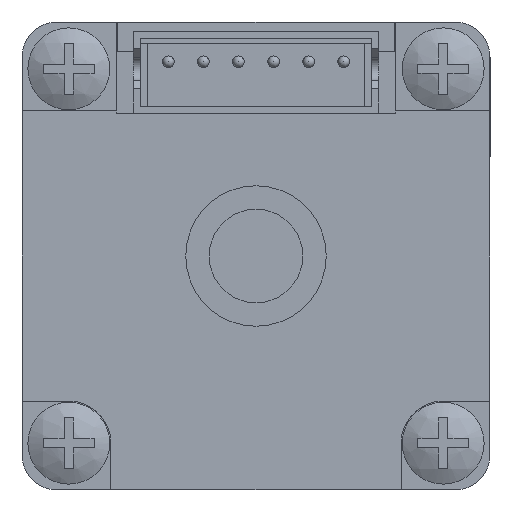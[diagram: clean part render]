
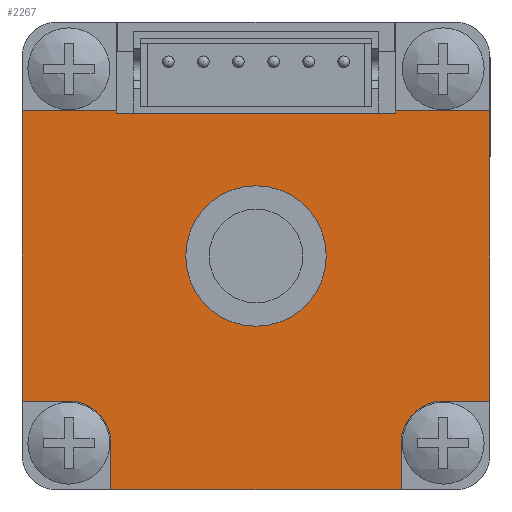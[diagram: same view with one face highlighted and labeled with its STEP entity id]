
A CAD part, front view. The second image highlights one B-rep face of the part: STEP entity #2267.
In plain terms, the highlighted planar face has unit normal (0, -1, 0).
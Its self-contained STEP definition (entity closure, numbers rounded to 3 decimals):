
#285 = CARTESIAN_POINT ( 'NONE',  ( 0., 0., 6.2 ) ) ;
#289 = CARTESIAN_POINT ( 'NONE',  ( 0., 0., 6.2 ) ) ;
#301 = DIRECTION ( 'NONE',  ( 1., 0., 0. ) ) ;
#303 = DIRECTION ( 'NONE',  ( 1., 0., 0. ) ) ;
#579 = LINE ( 'NONE', #285, #592 ) ;
#589 = LINE ( 'NONE', #289, #594 ) ;
#592 = VECTOR ( 'NONE', #301, 1000. ) ;
#594 = VECTOR ( 'NONE', #303, 1000. ) ;
#1475 = CARTESIAN_POINT ( 'NONE',  ( 5.95, 0., 13.06 ) ) ;
#1484 = DIRECTION ( 'NONE',  ( 0., 0., 1. ) ) ;
#1612 = CARTESIAN_POINT ( 'NONE',  ( -6.2, 0., -10. ) ) ;
#1614 = CARTESIAN_POINT ( 'NONE',  ( 10., 0., -6.2 ) ) ;
#1615 = CARTESIAN_POINT ( 'NONE',  ( 6.2, 0., -10. ) ) ;
#1617 = CARTESIAN_POINT ( 'NONE',  ( -6.2, 0., -8. ) ) ;
#1618 = CARTESIAN_POINT ( 'NONE',  ( -8., 0., -6.2 ) ) ;
#1619 = CARTESIAN_POINT ( 'NONE',  ( 10., 0., 6.2 ) ) ;
#1621 = CARTESIAN_POINT ( 'NONE',  ( 5.95, 0., 6.1 ) ) ;
#1622 = CARTESIAN_POINT ( 'NONE',  ( -5.95, 0., 6.1 ) ) ;
#1625 = CARTESIAN_POINT ( 'NONE',  ( 6.2, 0., -8. ) ) ;
#1627 = CARTESIAN_POINT ( 'NONE',  ( 5.95, 0., 6.2 ) ) ;
#1629 = CARTESIAN_POINT ( 'NONE',  ( 8., 0., -6.2 ) ) ;
#1644 = CARTESIAN_POINT ( 'NONE',  ( -10., 0., 6.2 ) ) ;
#1651 = CARTESIAN_POINT ( 'NONE',  ( -5.95, 0., 6.2 ) ) ;
#1657 = CARTESIAN_POINT ( 'NONE',  ( -10., 0., -6.2 ) ) ;
#1822 = CARTESIAN_POINT ( 'NONE',  ( 0., 0., 3. ) ) ;
#1902 = LINE ( 'NONE', #1475, #1903 ) ;
#1903 = VECTOR ( 'NONE', #1484, 1000. ) ;
#1907 = VERTEX_POINT ( 'NONE', #1822 ) ;
#2099 = EDGE_LOOP ( 'NONE', ( #4566, #4567, #4568, #4569, #4570, #4571, #4572, #4573, #4574, #4575, #4576, #4577, #4578, #4579 ) ) ;
#2104 = EDGE_LOOP ( 'NONE', ( #4565 ) ) ;
#2267 = ADVANCED_FACE ( 'NONE', ( #5510, #5515 ), #2898, .F. ) ;
#2506 = EDGE_CURVE ( 'NONE', #4477, #4516, #7491, .T. ) ;
#2507 = EDGE_CURVE ( 'NONE', #4481, #4480, #7489, .T. ) ;
#2508 = EDGE_CURVE ( 'NONE', #4510, #4481, #7495, .T. ) ;
#2512 = EDGE_CURVE ( 'NONE', #1907, #1907, #7504, .T. ) ;
#2514 = EDGE_CURVE ( 'NONE', #4476, #4477, #7509, .T. ) ;
#2515 = EDGE_CURVE ( 'NONE', #4473, #4488, #7498, .T. ) ;
#2516 = EDGE_CURVE ( 'NONE', #4471, #4476, #7506, .T. ) ;
#2517 = EDGE_CURVE ( 'NONE', #4484, #4474, #7511, .T. ) ;
#2519 = EDGE_CURVE ( 'NONE', #4488, #4484, #7515, .T. ) ;
#2522 = EDGE_CURVE ( 'NONE', #4473, #4478, #7517, .T. ) ;
#2526 = EDGE_CURVE ( 'NONE', #4516, #4503, #7528, .T. ) ;
#2528 = EDGE_CURVE ( 'NONE', #4471, #4474, #7526, .T. ) ;
#2893 = CARTESIAN_POINT ( 'NONE',  ( 0., 0., 0. ) ) ;
#2897 = DIRECTION ( 'NONE',  ( 0., 1., 0. ) ) ;
#2898 = PLANE ( 'NONE',  #4196 ) ;
#2900 = DIRECTION ( 'NONE',  ( 0., 0., 1. ) ) ;
#3864 = EDGE_CURVE ( 'NONE', #4503, #4510, #579, .T. ) ;
#3865 = EDGE_CURVE ( 'NONE', #4486, #4478, #589, .T. ) ;
#4144 = EDGE_CURVE ( 'NONE', #4480, #4486, #1902, .T. ) ;
#4196 = AXIS2_PLACEMENT_3D ( 'NONE', #2893, #2897, #2900 ) ;
#4471 = VERTEX_POINT ( 'NONE', #1612 ) ;
#4473 = VERTEX_POINT ( 'NONE', #1614 ) ;
#4474 = VERTEX_POINT ( 'NONE', #1615 ) ;
#4476 = VERTEX_POINT ( 'NONE', #1617 ) ;
#4477 = VERTEX_POINT ( 'NONE', #1618 ) ;
#4478 = VERTEX_POINT ( 'NONE', #1619 ) ;
#4480 = VERTEX_POINT ( 'NONE', #1621 ) ;
#4481 = VERTEX_POINT ( 'NONE', #1622 ) ;
#4484 = VERTEX_POINT ( 'NONE', #1625 ) ;
#4486 = VERTEX_POINT ( 'NONE', #1627 ) ;
#4488 = VERTEX_POINT ( 'NONE', #1629 ) ;
#4503 = VERTEX_POINT ( 'NONE', #1644 ) ;
#4510 = VERTEX_POINT ( 'NONE', #1651 ) ;
#4516 = VERTEX_POINT ( 'NONE', #1657 ) ;
#4565 = ORIENTED_EDGE ( 'NONE', *, *, #2512, .T. ) ;
#4566 = ORIENTED_EDGE ( 'NONE', *, *, #2507, .F. ) ;
#4567 = ORIENTED_EDGE ( 'NONE', *, *, #2508, .F. ) ;
#4568 = ORIENTED_EDGE ( 'NONE', *, *, #3864, .F. ) ;
#4569 = ORIENTED_EDGE ( 'NONE', *, *, #2526, .F. ) ;
#4570 = ORIENTED_EDGE ( 'NONE', *, *, #2506, .F. ) ;
#4571 = ORIENTED_EDGE ( 'NONE', *, *, #2514, .F. ) ;
#4572 = ORIENTED_EDGE ( 'NONE', *, *, #2516, .F. ) ;
#4573 = ORIENTED_EDGE ( 'NONE', *, *, #2528, .T. ) ;
#4574 = ORIENTED_EDGE ( 'NONE', *, *, #2517, .F. ) ;
#4575 = ORIENTED_EDGE ( 'NONE', *, *, #2519, .F. ) ;
#4576 = ORIENTED_EDGE ( 'NONE', *, *, #2515, .F. ) ;
#4577 = ORIENTED_EDGE ( 'NONE', *, *, #2522, .T. ) ;
#4578 = ORIENTED_EDGE ( 'NONE', *, *, #3865, .F. ) ;
#4579 = ORIENTED_EDGE ( 'NONE', *, *, #4144, .F. ) ;
#5510 = FACE_BOUND ( 'NONE', #2104, .T. ) ;
#5515 = FACE_OUTER_BOUND ( 'NONE', #2099, .T. ) ;
#6058 = AXIS2_PLACEMENT_3D ( 'NONE', #7299, #7300, #7301 ) ;
#6060 = AXIS2_PLACEMENT_3D ( 'NONE', #7307, #7308, #7309 ) ;
#6061 = AXIS2_PLACEMENT_3D ( 'NONE', #7318, #7319, #7320 ) ;
#7278 = CARTESIAN_POINT ( 'NONE',  ( 0., 0., -6.2 ) ) ;
#7279 = CARTESIAN_POINT ( 'NONE',  ( -5.95, 0., 13.06 ) ) ;
#7287 = CARTESIAN_POINT ( 'NONE',  ( -5.95, 0., 6.1 ) ) ;
#7289 = DIRECTION ( 'NONE',  ( -1., 0., 0. ) ) ;
#7290 = DIRECTION ( 'NONE',  ( 1., 0., 0. ) ) ;
#7291 = DIRECTION ( 'NONE',  ( 0., 0., -1. ) ) ;
#7298 = DIRECTION ( 'NONE',  ( -1., 0., 0. ) ) ;
#7299 = CARTESIAN_POINT ( 'NONE',  ( 0., 0., 0. ) ) ;
#7300 = DIRECTION ( 'NONE',  ( 0., 1., 0. ) ) ;
#7301 = DIRECTION ( 'NONE',  ( 0., 0., 1. ) ) ;
#7302 = CARTESIAN_POINT ( 'NONE',  ( -6.2, 0., 0. ) ) ;
#7306 = CARTESIAN_POINT ( 'NONE',  ( 0., 0., -6.2 ) ) ;
#7307 = CARTESIAN_POINT ( 'NONE',  ( -8., 0., -8. ) ) ;
#7308 = DIRECTION ( 'NONE',  ( 0., -1., 0. ) ) ;
#7309 = DIRECTION ( 'NONE',  ( 0., 0., -1. ) ) ;
#7310 = DIRECTION ( 'NONE',  ( 0., 0., 1. ) ) ;
#7311 = CARTESIAN_POINT ( 'NONE',  ( 6.2, 0., 0. ) ) ;
#7313 = DIRECTION ( 'NONE',  ( 0., 0., -1. ) ) ;
#7315 = CARTESIAN_POINT ( 'NONE',  ( 10., 0., 0. ) ) ;
#7318 = CARTESIAN_POINT ( 'NONE',  ( 8., 0., -8. ) ) ;
#7319 = DIRECTION ( 'NONE',  ( 0., -1., 0. ) ) ;
#7320 = DIRECTION ( 'NONE',  ( 0., 0., -1. ) ) ;
#7324 = DIRECTION ( 'NONE',  ( 0., 0., 1. ) ) ;
#7325 = CARTESIAN_POINT ( 'NONE',  ( 0., 0., -10. ) ) ;
#7330 = CARTESIAN_POINT ( 'NONE',  ( -10., 0., 0. ) ) ;
#7331 = DIRECTION ( 'NONE',  ( 0., 0., 1. ) ) ;
#7335 = DIRECTION ( 'NONE',  ( 1., 0., 0. ) ) ;
#7489 = LINE ( 'NONE', #7287, #7497 ) ;
#7491 = LINE ( 'NONE', #7278, #7493 ) ;
#7493 = VECTOR ( 'NONE', #7289, 1000. ) ;
#7495 = LINE ( 'NONE', #7279, #7499 ) ;
#7497 = VECTOR ( 'NONE', #7290, 1000. ) ;
#7498 = LINE ( 'NONE', #7306, #7510 ) ;
#7499 = VECTOR ( 'NONE', #7291, 1000. ) ;
#7504 = CIRCLE ( 'NONE', #6058, 3. ) ;
#7506 = LINE ( 'NONE', #7302, #7512 ) ;
#7509 = CIRCLE ( 'NONE', #6060, 1.8 ) ;
#7510 = VECTOR ( 'NONE', #7298, 1000. ) ;
#7511 = LINE ( 'NONE', #7311, #7514 ) ;
#7512 = VECTOR ( 'NONE', #7310, 1000. ) ;
#7514 = VECTOR ( 'NONE', #7313, 1000. ) ;
#7515 = CIRCLE ( 'NONE', #6061, 1.8 ) ;
#7517 = LINE ( 'NONE', #7315, #7523 ) ;
#7523 = VECTOR ( 'NONE', #7324, 1000. ) ;
#7526 = LINE ( 'NONE', #7325, #7535 ) ;
#7528 = LINE ( 'NONE', #7330, #7531 ) ;
#7531 = VECTOR ( 'NONE', #7331, 1000. ) ;
#7535 = VECTOR ( 'NONE', #7335, 1000. ) ;
